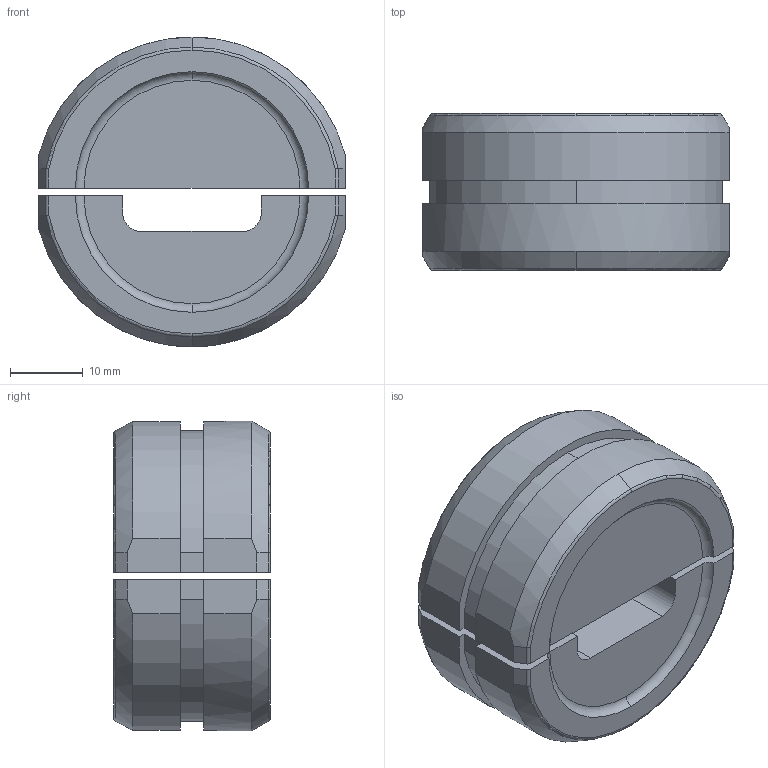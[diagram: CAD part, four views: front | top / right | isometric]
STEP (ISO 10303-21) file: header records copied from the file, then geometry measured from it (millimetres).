
FILE_DESCRIPTION (( 'STEP AP214' ), '1' );
FILE_NAME ('2040-033.STEP', '2024-07-31T11:25:42', ( '' ), ( '' ), 'SwSTEP 2.0', 'SolidWorks 2022', '' );
FILE_SCHEMA (( 'AUTOMOTIVE_DESIGN' ));
Length unit declared in the file: millimetre
Products named in the file (3): 2040-033; 2040-033-1; 2040-033-2.SLDPRT.K.M
Assembly tree (2 placements, depth 2):
  2040-033
    2040-033-1
    2040-033-2.SLDPRT.K.M
Bounding box: 42 x 21.5 x 42.5 mm (x, y, z)
Volume: 25591.7 mm3; surface area: 7367.4 mm2
Topology: 2 solids, 2 shells, 286 faces, 758 edges, 502 vertices
Faces by surface type: plane 180, bspline 76, torus 14, cylinder 10, cone 6
Entity records: 13276 total; most frequent: CARTESIAN_POINT 6587, ORIENTED_EDGE 1516, DIRECTION 1068, EDGE_CURVE 758, VECTOR 510, LINE 510, VERTEX_POINT 502, EDGE_LOOP 312
